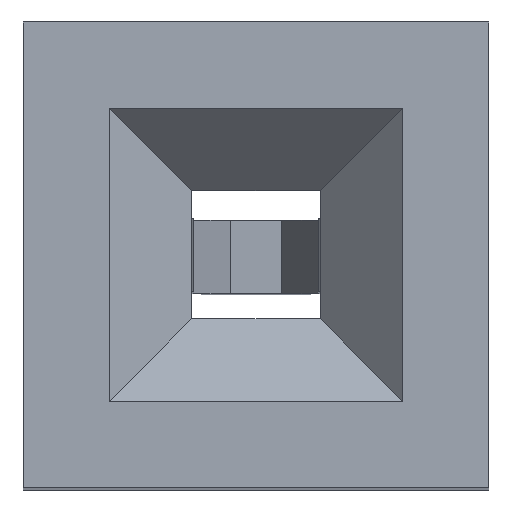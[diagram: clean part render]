
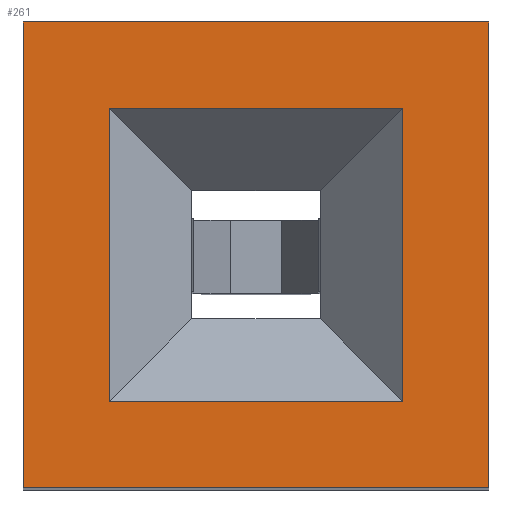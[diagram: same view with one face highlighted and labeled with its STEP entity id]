
A CAD part, top view. The second image highlights one B-rep face of the part: STEP entity #261.
In plain terms, the highlighted planar face has unit normal (0, 0, 1).
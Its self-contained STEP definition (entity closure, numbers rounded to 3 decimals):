
#3 = CARTESIAN_POINT ( 'NONE',  ( -0.8, 0., 8.4 ) ) ;
#14 = LINE ( 'NONE', #3, #566 ) ;
#70 = VECTOR ( 'NONE', #838, 1000. ) ;
#71 = VECTOR ( 'NONE', #1078, 1000. ) ;
#137 = ORIENTED_EDGE ( 'NONE', *, *, #345, .T. ) ;
#159 = DIRECTION ( 'NONE',  ( 0., -1., 0. ) ) ;
#162 = LINE ( 'NONE', #255, #70 ) ;
#168 = CARTESIAN_POINT ( 'NONE',  ( -1.27, 1.27, 8.4 ) ) ;
#178 = CARTESIAN_POINT ( 'NONE',  ( -0.8, -0.8, 8.4 ) ) ;
#202 = VERTEX_POINT ( 'NONE', #168 ) ;
#230 = DIRECTION ( 'NONE',  ( 0., -1., 0. ) ) ;
#251 = ORIENTED_EDGE ( 'NONE', *, *, #779, .T. ) ;
#255 = CARTESIAN_POINT ( 'NONE',  ( 0., -1.27, 8.4 ) ) ;
#261 = ADVANCED_FACE ( 'NONE', ( #294, #1314 ), #271, .T. ) ;
#264 = VECTOR ( 'NONE', #230, 1000. ) ;
#271 = PLANE ( 'NONE',  #602 ) ;
#294 = FACE_BOUND ( 'NONE', #380, .T. ) ;
#321 = LINE ( 'NONE', #622, #730 ) ;
#330 = VECTOR ( 'NONE', #159, 1000. ) ;
#345 = EDGE_CURVE ( 'NONE', #695, #1065, #14, .T. ) ;
#365 = LINE ( 'NONE', #450, #809 ) ;
#380 = EDGE_LOOP ( 'NONE', ( #251, #902, #593, #137 ) ) ;
#413 = VECTOR ( 'NONE', #735, 1000. ) ;
#417 = LINE ( 'NONE', #429, #413 ) ;
#418 = DIRECTION ( 'NONE',  ( 0., 1., 0. ) ) ;
#421 = CARTESIAN_POINT ( 'NONE',  ( -0.8, 0.8, 8.4 ) ) ;
#429 = CARTESIAN_POINT ( 'NONE',  ( 0., -0.8, 8.4 ) ) ;
#438 = DIRECTION ( 'NONE',  ( 0., -1., 0. ) ) ;
#442 = EDGE_CURVE ( 'NONE', #992, #782, #365, .T. ) ;
#450 = CARTESIAN_POINT ( 'NONE',  ( 0.8, 0., 8.4 ) ) ;
#468 = ORIENTED_EDGE ( 'NONE', *, *, #515, .T. ) ;
#515 = EDGE_CURVE ( 'NONE', #719, #1317, #162, .T. ) ;
#566 = VECTOR ( 'NONE', #418, 1000. ) ;
#593 = ORIENTED_EDGE ( 'NONE', *, *, #753, .T. ) ;
#595 = CARTESIAN_POINT ( 'NONE',  ( -1.27, -1.27, 8.4 ) ) ;
#602 = AXIS2_PLACEMENT_3D ( 'NONE', #700, #1291, #618 ) ;
#618 = DIRECTION ( 'NONE',  ( 1., 0., 0. ) ) ;
#622 = CARTESIAN_POINT ( 'NONE',  ( 0., 0.8, 8.4 ) ) ;
#695 = VERTEX_POINT ( 'NONE', #178 ) ;
#696 = ORIENTED_EDGE ( 'NONE', *, *, #1043, .T. ) ;
#700 = CARTESIAN_POINT ( 'NONE',  ( 0., 0., 8.4 ) ) ;
#711 = CARTESIAN_POINT ( 'NONE',  ( -1.27, 0., 8.4 ) ) ;
#714 = LINE ( 'NONE', #1320, #71 ) ;
#719 = VERTEX_POINT ( 'NONE', #595 ) ;
#730 = VECTOR ( 'NONE', #828, 1000. ) ;
#732 = CARTESIAN_POINT ( 'NONE',  ( 0.8, 0.8, 8.4 ) ) ;
#735 = DIRECTION ( 'NONE',  ( -1., 0., 0. ) ) ;
#753 = EDGE_CURVE ( 'NONE', #782, #695, #417, .T. ) ;
#762 = ORIENTED_EDGE ( 'NONE', *, *, #1194, .F. ) ;
#779 = EDGE_CURVE ( 'NONE', #1065, #992, #321, .T. ) ;
#782 = VERTEX_POINT ( 'NONE', #912 ) ;
#809 = VECTOR ( 'NONE', #438, 1000. ) ;
#828 = DIRECTION ( 'NONE',  ( 1., 0., 0. ) ) ;
#838 = DIRECTION ( 'NONE',  ( 1., 0., 0. ) ) ;
#840 = LINE ( 'NONE', #1072, #330 ) ;
#863 = ORIENTED_EDGE ( 'NONE', *, *, #1222, .F. ) ;
#870 = EDGE_LOOP ( 'NONE', ( #468, #762, #863, #696 ) ) ;
#902 = ORIENTED_EDGE ( 'NONE', *, *, #442, .T. ) ;
#912 = CARTESIAN_POINT ( 'NONE',  ( 0.8, -0.8, 8.4 ) ) ;
#992 = VERTEX_POINT ( 'NONE', #732 ) ;
#996 = CARTESIAN_POINT ( 'NONE',  ( 1.27, -1.27, 8.4 ) ) ;
#1037 = LINE ( 'NONE', #711, #264 ) ;
#1043 = EDGE_CURVE ( 'NONE', #202, #719, #1037, .T. ) ;
#1065 = VERTEX_POINT ( 'NONE', #421 ) ;
#1072 = CARTESIAN_POINT ( 'NONE',  ( 1.27, -1.27, 8.4 ) ) ;
#1078 = DIRECTION ( 'NONE',  ( 1., 0., 0. ) ) ;
#1088 = VERTEX_POINT ( 'NONE', #1235 ) ;
#1194 = EDGE_CURVE ( 'NONE', #1088, #1317, #840, .T. ) ;
#1222 = EDGE_CURVE ( 'NONE', #202, #1088, #714, .T. ) ;
#1235 = CARTESIAN_POINT ( 'NONE',  ( 1.27, 1.27, 8.4 ) ) ;
#1291 = DIRECTION ( 'NONE',  ( 0., 0., 1. ) ) ;
#1314 = FACE_OUTER_BOUND ( 'NONE', #870, .T. ) ;
#1317 = VERTEX_POINT ( 'NONE', #996 ) ;
#1320 = CARTESIAN_POINT ( 'NONE',  ( 1.27, 1.27, 8.4 ) ) ;
